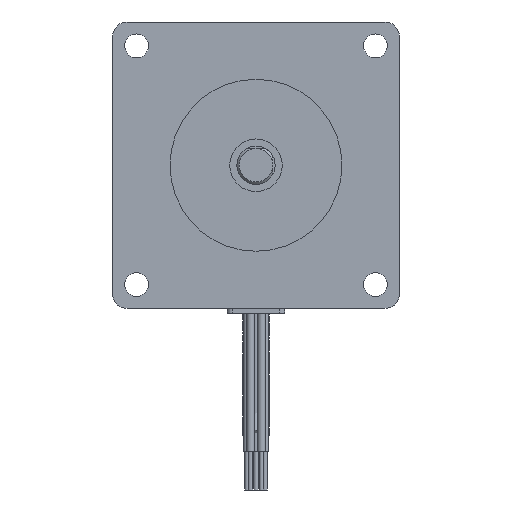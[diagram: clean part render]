
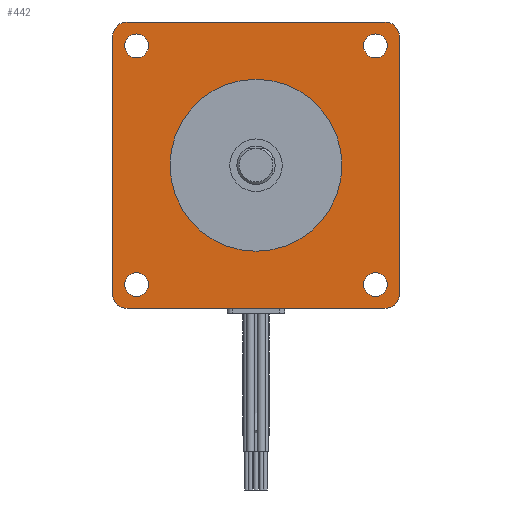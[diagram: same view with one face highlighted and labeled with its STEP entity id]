
A CAD part, front view. The second image highlights one B-rep face of the part: STEP entity #442.
In plain terms, the highlighted planar face has unit normal (0, -1, 0).
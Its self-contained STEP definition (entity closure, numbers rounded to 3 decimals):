
#442 = ADVANCED_FACE( '', ( #1008, #1009, #1010, #1011, #1012, #1013 ), #1014, .F. );
#1008 = FACE_OUTER_BOUND( '', #1753, .T. );
#1009 = FACE_BOUND( '', #1754, .T. );
#1010 = FACE_BOUND( '', #1755, .T. );
#1011 = FACE_BOUND( '', #1756, .T. );
#1012 = FACE_BOUND( '', #1757, .T. );
#1013 = FACE_BOUND( '', #1758, .T. );
#1014 = PLANE( '', #1759 );
#1753 = EDGE_LOOP( '', ( #3309, #3310, #3311, #3312, #3313, #3314, #3315, #3316 ) );
#1754 = EDGE_LOOP( '', ( #3317 ) );
#1755 = EDGE_LOOP( '', ( #3318 ) );
#1756 = EDGE_LOOP( '', ( #3319 ) );
#1757 = EDGE_LOOP( '', ( #3320 ) );
#1758 = EDGE_LOOP( '', ( #3321 ) );
#1759 = AXIS2_PLACEMENT_3D( '', #3322, #3323, #3324 );
#3309 = ORIENTED_EDGE( '', *, *, #5015, .T. );
#3310 = ORIENTED_EDGE( '', *, *, #5016, .F. );
#3311 = ORIENTED_EDGE( '', *, *, #5017, .T. );
#3312 = ORIENTED_EDGE( '', *, *, #5018, .F. );
#3313 = ORIENTED_EDGE( '', *, *, #5019, .T. );
#3314 = ORIENTED_EDGE( '', *, *, #4802, .F. );
#3315 = ORIENTED_EDGE( '', *, *, #5008, .T. );
#3316 = ORIENTED_EDGE( '', *, *, #5020, .F. );
#3317 = ORIENTED_EDGE( '', *, *, #5021, .T. );
#3318 = ORIENTED_EDGE( '', *, *, #4993, .T. );
#3319 = ORIENTED_EDGE( '', *, *, #5022, .T. );
#3320 = ORIENTED_EDGE( '', *, *, #5023, .T. );
#3321 = ORIENTED_EDGE( '', *, *, #4966, .T. );
#3322 = CARTESIAN_POINT( '', ( 0., 0., 0. ) );
#3323 = DIRECTION( '', ( 0., 1., 0. ) );
#3324 = DIRECTION( '', ( 0., 0., 1. ) );
#4802 = EDGE_CURVE( '', #5594, #5595, #5596, .T. );
#4966 = EDGE_CURVE( '', #5865, #5865, #5866, .T. );
#4993 = EDGE_CURVE( '', #5909, #5909, #5910, .T. );
#5008 = EDGE_CURVE( '', #5594, #5931, #5933, .F. );
#5015 = EDGE_CURVE( '', #5944, #5945, #5946, .F. );
#5016 = EDGE_CURVE( '', #5947, #5945, #5948, .T. );
#5017 = EDGE_CURVE( '', #5947, #5949, #5950, .F. );
#5018 = EDGE_CURVE( '', #5951, #5949, #5952, .T. );
#5019 = EDGE_CURVE( '', #5951, #5595, #5953, .F. );
#5020 = EDGE_CURVE( '', #5944, #5931, #5954, .T. );
#5021 = EDGE_CURVE( '', #5955, #5955, #5956, .T. );
#5022 = EDGE_CURVE( '', #5957, #5957, #5958, .T. );
#5023 = EDGE_CURVE( '', #5959, #5959, #5960, .T. );
#5594 = VERTEX_POINT( '', #6721 );
#5595 = VERTEX_POINT( '', #6722 );
#5596 = LINE( '', #6723, #6724 );
#5865 = VERTEX_POINT( '', #7090 );
#5866 = CIRCLE( '', #7091, 18. );
#5909 = VERTEX_POINT( '', #7157 );
#5910 = CIRCLE( '', #7158, 2.5 );
#5931 = VERTEX_POINT( '', #7249 );
#5933 = CIRCLE( '', #7252, 3. );
#5944 = VERTEX_POINT( '', #7265 );
#5945 = VERTEX_POINT( '', #7266 );
#5946 = CIRCLE( '', #7267, 3. );
#5947 = VERTEX_POINT( '', #7268 );
#5948 = LINE( '', #7269, #7270 );
#5949 = VERTEX_POINT( '', #7271 );
#5950 = CIRCLE( '', #7272, 3. );
#5951 = VERTEX_POINT( '', #7273 );
#5952 = LINE( '', #7274, #7275 );
#5953 = CIRCLE( '', #7276, 3. );
#5954 = LINE( '', #7277, #7278 );
#5955 = VERTEX_POINT( '', #7279 );
#5956 = CIRCLE( '', #7280, 2.5 );
#5957 = VERTEX_POINT( '', #7281 );
#5958 = CIRCLE( '', #7282, 2.5 );
#5959 = VERTEX_POINT( '', #7283 );
#5960 = CIRCLE( '', #7284, 2.5 );
#6721 = CARTESIAN_POINT( '', ( -27., 0., 30. ) );
#6722 = CARTESIAN_POINT( '', ( 27., 0., 30. ) );
#6723 = CARTESIAN_POINT( '', ( -30., 0., 30. ) );
#6724 = VECTOR( '', #8274, 1000. );
#7090 = CARTESIAN_POINT( '', ( 0., 0., 18. ) );
#7091 = AXIS2_PLACEMENT_3D( '', #8506, #8507, #8508 );
#7157 = CARTESIAN_POINT( '', ( -25., 0., -22.5 ) );
#7158 = AXIS2_PLACEMENT_3D( '', #8535, #8536, #8537 );
#7249 = CARTESIAN_POINT( '', ( -30., 0., 27. ) );
#7252 = AXIS2_PLACEMENT_3D( '', #8553, #8554, #8555 );
#7265 = CARTESIAN_POINT( '', ( -30., 0., -27. ) );
#7266 = CARTESIAN_POINT( '', ( -27., 0., -30. ) );
#7267 = AXIS2_PLACEMENT_3D( '', #8564, #8565, #8566 );
#7268 = CARTESIAN_POINT( '', ( 27., 0., -30. ) );
#7269 = CARTESIAN_POINT( '', ( 30., 0., -30. ) );
#7270 = VECTOR( '', #8567, 1000. );
#7271 = CARTESIAN_POINT( '', ( 30., 0., -27. ) );
#7272 = AXIS2_PLACEMENT_3D( '', #8568, #8569, #8570 );
#7273 = CARTESIAN_POINT( '', ( 30., 0., 27. ) );
#7274 = CARTESIAN_POINT( '', ( 30., 0., 30. ) );
#7275 = VECTOR( '', #8571, 1000. );
#7276 = AXIS2_PLACEMENT_3D( '', #8572, #8573, #8574 );
#7277 = CARTESIAN_POINT( '', ( -30., 0., -30. ) );
#7278 = VECTOR( '', #8575, 1000. );
#7279 = CARTESIAN_POINT( '', ( 25., 0., -22.5 ) );
#7280 = AXIS2_PLACEMENT_3D( '', #8576, #8577, #8578 );
#7281 = CARTESIAN_POINT( '', ( -25., 0., 27.5 ) );
#7282 = AXIS2_PLACEMENT_3D( '', #8579, #8580, #8581 );
#7283 = CARTESIAN_POINT( '', ( 25., 0., 22.5 ) );
#7284 = AXIS2_PLACEMENT_3D( '', #8582, #8583, #8584 );
#8274 = DIRECTION( '', ( 1., 0., 0. ) );
#8506 = CARTESIAN_POINT( '', ( 0., 0., 0. ) );
#8507 = DIRECTION( '', ( 0., 1., 0. ) );
#8508 = DIRECTION( '', ( 0., 0., 1. ) );
#8535 = CARTESIAN_POINT( '', ( -25., 0., -25. ) );
#8536 = DIRECTION( '', ( 0., 1., 0. ) );
#8537 = DIRECTION( '', ( 0., 0., 1. ) );
#8553 = CARTESIAN_POINT( '', ( -27., 0., 27. ) );
#8554 = DIRECTION( '', ( 0., 1., 0. ) );
#8555 = DIRECTION( '', ( 0., 0., 1. ) );
#8564 = CARTESIAN_POINT( '', ( -27., 0., -27. ) );
#8565 = DIRECTION( '', ( 0., 1., 0. ) );
#8566 = DIRECTION( '', ( 0., 0., 1. ) );
#8567 = DIRECTION( '', ( -1., 0., 0. ) );
#8568 = CARTESIAN_POINT( '', ( 27., 0., -27. ) );
#8569 = DIRECTION( '', ( 0., 1., 0. ) );
#8570 = DIRECTION( '', ( 0., 0., 1. ) );
#8571 = DIRECTION( '', ( 0., 0., -1. ) );
#8572 = CARTESIAN_POINT( '', ( 27., 0., 27. ) );
#8573 = DIRECTION( '', ( 0., 1., 0. ) );
#8574 = DIRECTION( '', ( 0., 0., 1. ) );
#8575 = DIRECTION( '', ( 0., 0., 1. ) );
#8576 = CARTESIAN_POINT( '', ( 25., 0., -25. ) );
#8577 = DIRECTION( '', ( 0., 1., 0. ) );
#8578 = DIRECTION( '', ( 0., 0., 1. ) );
#8579 = CARTESIAN_POINT( '', ( -25., 0., 25. ) );
#8580 = DIRECTION( '', ( 0., 1., 0. ) );
#8581 = DIRECTION( '', ( 0., 0., 1. ) );
#8582 = CARTESIAN_POINT( '', ( 25., 0., 25. ) );
#8583 = DIRECTION( '', ( 0., 1., 0. ) );
#8584 = DIRECTION( '', ( 0., 0., -1. ) );
